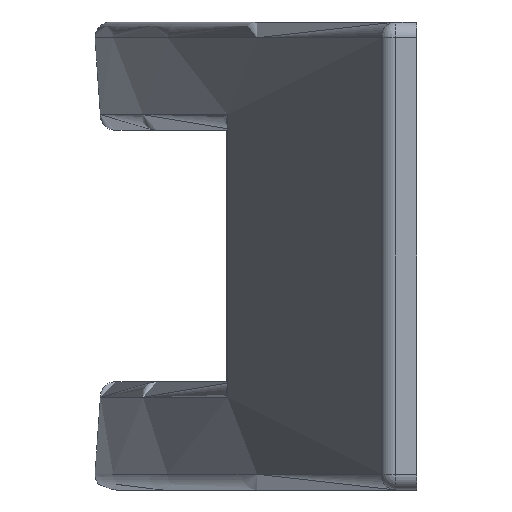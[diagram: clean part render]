
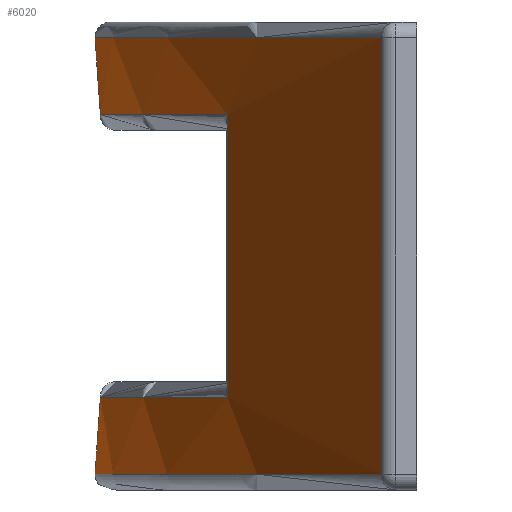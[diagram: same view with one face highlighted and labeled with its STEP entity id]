
A CAD part, left-side view. The second image highlights one B-rep face of the part: STEP entity #6020.
In plain terms, the highlighted cylindrical face has radius 203.832 mm (diameter 407.663 mm), a partial arc.
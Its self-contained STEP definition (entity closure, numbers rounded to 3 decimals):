
#1100=CARTESIAN_POINT('',(-84.263,2.267,13.9));
#1110=VERTEX_POINT('',#1100);
#1140=CARTESIAN_POINT('',(0.,-183.332,13.9));
#1150=DIRECTION('',(0.,0.,1.));
#1160=DIRECTION('',(1.,0.,0.));
#1170=AXIS2_PLACEMENT_3D('',#1140,#1150,#1160);
#1180=CIRCLE('',#1170,203.832);
#1190=CARTESIAN_POINT('',(84.263,2.267,13.9));
#1200=VERTEX_POINT('',#1190);
#1210=EDGE_CURVE('',#1200,#1110,#1180,.T.);
#4880=CARTESIAN_POINT('',(0.,-183.332,0.));
#4890=DIRECTION('',(0.,0.,1.));
#4900=DIRECTION('',(1.,0.,0.));
#4910=AXIS2_PLACEMENT_3D('',#4880,#4890,#4900);
#4920=CYLINDRICAL_SURFACE('',#4910,203.832);
#4930=ORIENTED_EDGE('',*,*,#1210,.F.);
#4940=CARTESIAN_POINT('',(-84.263,2.267,0.));
#4950=DIRECTION('',(0.,0.,-1.));
#4960=VECTOR('',#4950,1.);
#4970=LINE('',#4940,#4960);
#4980=CARTESIAN_POINT('',(-84.263,2.267,-13.9));
#4990=VERTEX_POINT('',#4980);
#5000=EDGE_CURVE('',#1110,#4990,#4970,.T.);
#5010=ORIENTED_EDGE('',*,*,#5000,.F.);
#5020=CARTESIAN_POINT('',(0.,-183.332,-13.9));
#5030=DIRECTION('',(0.,0.,1.));
#5040=DIRECTION('',(1.,0.,0.));
#5050=AXIS2_PLACEMENT_3D('',#5020,#5030,#5040);
#5060=CIRCLE('',#5050,203.832);
#5070=CARTESIAN_POINT('',(84.263,2.267,-13.9));
#5080=VERTEX_POINT('',#5070);
#5090=EDGE_CURVE('',#5080,#4990,#5060,.T.);
#5100=ORIENTED_EDGE('',*,*,#5090,.T.);
#5110=CARTESIAN_POINT('',(84.263,2.267,0.));
#5120=DIRECTION('',(0.,0.,-1.));
#5130=VECTOR('',#5120,1.);
#5140=LINE('',#5110,#5130);
#5150=EDGE_CURVE('',#1200,#5080,#5140,.T.);
#5160=ORIENTED_EDGE('',*,*,#5150,.T.);
#5170=EDGE_LOOP('',(#5160,#5100,#5010,#4930));
#5180=FACE_OUTER_BOUND('',#5170,.T.);
#5190=CARTESIAN_POINT('',(0.,-183.332,-9.));
#5200=DIRECTION('',(0.,0.,1.));
#5210=DIRECTION('',(1.,0.,0.));
#5220=AXIS2_PLACEMENT_3D('',#5190,#5200,#5210);
#5230=CIRCLE('',#5220,203.832);
#5240=CARTESIAN_POINT('',(58.035,12.064,-9.));
#5250=VERTEX_POINT('',#5240);
#5260=CARTESIAN_POINT('',(-58.035,12.064,-9.));
#5270=VERTEX_POINT('',#5260);
#5280=EDGE_CURVE('',#5250,#5270,#5230,.T.);
#5290=ORIENTED_EDGE('',*,*,#5280,.F.);
#5300=CARTESIAN_POINT('',(-58.035,12.064,
-9.));
#5310=CARTESIAN_POINT('',(-58.035,12.064,
-8.325));
#5320=CARTESIAN_POINT('',(-58.035,12.064,
-7.65));
#5330=CARTESIAN_POINT('',(-58.035,12.064,
-6.907));
#5340=CARTESIAN_POINT('',(-58.035,12.064,
-6.838));
#5350=CARTESIAN_POINT('',(-58.035,12.064,
-6.702));
#5360=CARTESIAN_POINT('',(-58.035,12.064,
-6.633));
#5370=CARTESIAN_POINT('',(-58.035,12.064,
-6.497));
#5380=CARTESIAN_POINT('',(-58.035,12.064,
-6.428));
#5390=CARTESIAN_POINT('',(-58.035,12.064,
-6.155));
#5400=CARTESIAN_POINT('',(-58.035,12.064,
-5.745));
#5410=CARTESIAN_POINT('',(-58.035,12.064,
-5.335));
#5420=CARTESIAN_POINT('',(-58.035,12.064,
-4.72));
#5430=CARTESIAN_POINT('',(-58.035,12.064,
-4.31));
#5440=CARTESIAN_POINT('',(-58.035,12.064,
-3.268));
#5450=CARTESIAN_POINT('',(-58.035,12.064,
-2.636));
#5460=CARTESIAN_POINT('',(-58.035,12.064,
-1.372));
#5470=CARTESIAN_POINT('',(-58.035,12.064,
-0.74));
#5480=CARTESIAN_POINT('',(-58.035,12.064,
-0.073));
#5490=CARTESIAN_POINT('',(-58.035,12.064,
-0.039));
#5500=CARTESIAN_POINT('',(-58.035,12.064,
0.01));
#5510=CARTESIAN_POINT('',(-58.035,12.064,
0.025));
#5520=CARTESIAN_POINT('',(-58.035,12.064,
0.093));
#5530=CARTESIAN_POINT('',(-58.035,12.064,
0.147));
#5540=CARTESIAN_POINT('',(-58.035,12.064,
0.249));
#5550=CARTESIAN_POINT('',(-58.035,12.064,
0.299));
#5560=CARTESIAN_POINT('',(-58.035,12.064,
0.428));
#5570=CARTESIAN_POINT('',(-58.035,12.064,
0.509));
#5580=CARTESIAN_POINT('',(-58.035,12.064,
1.121));
#5590=CARTESIAN_POINT('',(-58.035,12.064,
1.654));
#5600=CARTESIAN_POINT('',(-58.035,12.064,
2.799));
#5610=CARTESIAN_POINT('',(-58.035,12.064,
3.412));
#5620=CARTESIAN_POINT('',(-58.035,12.064,
4.423));
#5630=CARTESIAN_POINT('',(-58.035,12.064,
4.82));
#5640=CARTESIAN_POINT('',(-58.035,12.064,
5.416));
#5650=CARTESIAN_POINT('',(-58.035,12.064,
5.615));
#5660=CARTESIAN_POINT('',(-58.035,12.064,
6.013));
#5670=CARTESIAN_POINT('',(-58.035,12.064,
6.211));
#5680=CARTESIAN_POINT('',(-58.035,12.064,
6.418));
#5690=CARTESIAN_POINT('',(-58.035,12.064,
6.435));
#5700=CARTESIAN_POINT('',(-58.035,12.064,
6.452));
#5710=CARTESIAN_POINT('',(-58.035,12.064,
6.51));
#5720=CARTESIAN_POINT('',(-58.035,12.064,
6.559));
#5730=CARTESIAN_POINT('',(-58.035,12.064,
6.675));
#5740=CARTESIAN_POINT('',(-58.035,12.064,
6.741));
#5750=CARTESIAN_POINT('',(-58.035,12.064,
6.874));
#5760=CARTESIAN_POINT('',(-58.035,12.064,
6.94));
#5770=CARTESIAN_POINT('',(-58.035,12.064,
7.671));
#5780=CARTESIAN_POINT('',(-58.035,12.064,
8.335));
#5790=CARTESIAN_POINT('',(-58.035,12.064,
9.));
#5800=(BOUNDED_CURVE() B_SPLINE_CURVE(3,(#5300,#5310,#5320,#5330,#5340,
#5350,#5360,#5370,#5380,#5390,#5400,#5410,#5420,#5430,#5440,#5450,#5460,
#5470,#5480,#5490,#5500,#5510,#5520,#5530,#5540,#5550,#5560,#5570,#5580,
#5590,#5600,#5610,#5620,#5630,#5640,#5650,#5660,#5670,#5680,#5690,#5700,
#5710,#5720,#5730,#5740,#5750,#5760,#5770,#5780,#5790),.UNSPECIFIED.,.F.
,.F.) B_SPLINE_CURVE_WITH_KNOTS((4,2,2,2,2,1,2,2,2,2,2,2,2,2,2,2,2,2,2,2
,1,2,2,2,2,4),(172.036,174.061,174.266,
174.471,174.676,175.291,175.906,
177.136,179.032,180.928,181.031,
181.075,181.236,181.384,181.624,
183.222,185.061,186.253,186.849,
187.446,187.471,187.496,187.644,
187.843,188.042,190.036),.UNSPECIFIED.) CURVE
() GEOMETRIC_REPRESENTATION_ITEM() RATIONAL_B_SPLINE_CURVE((
1.,1.,1.,1.,
1.,1.,1.,1.,
1.,1.,1.,1.,
1.,1.,1.,1.,
1.,1.,1.,1.,
1.,1.,1.,1.,
1.,1.,1.,1.,
1.,1.,1.,1.,
1.,1.,1.,1.,
1.,1.,1.,1.,
1.,1.,1.,1.,
1.,1.,1.,1.,
1.,1.)) REPRESENTATION_ITEM(''));
#5810=CARTESIAN_POINT('',(-58.035,12.064,9.));
#5820=VERTEX_POINT('',#5810);
#5830=EDGE_CURVE('',#5270,#5820,#5800,.T.);
#5840=ORIENTED_EDGE('',*,*,#5830,.F.);
#5850=CARTESIAN_POINT('',(0.,-183.332,9.));
#5860=DIRECTION('',(0.,0.,1.));
#5870=DIRECTION('',(1.,0.,0.));
#5880=AXIS2_PLACEMENT_3D('',#5850,#5860,#5870);
#5890=CIRCLE('',#5880,203.832);
#5900=CARTESIAN_POINT('',(58.035,12.064,9.));
#5910=VERTEX_POINT('',#5900);
#5920=EDGE_CURVE('',#5910,#5820,#5890,.T.);
#5930=ORIENTED_EDGE('',*,*,#5920,.T.);
#5940=CARTESIAN_POINT('',(58.035,12.064,0.));
#5950=DIRECTION('',(0.,0.,1.));
#5960=VECTOR('',#5950,1.);
#5970=LINE('',#5940,#5960);
#5980=EDGE_CURVE('',#5250,#5910,#5970,.T.);
#5990=ORIENTED_EDGE('',*,*,#5980,.T.);
#6000=EDGE_LOOP('',(#5990,#5930,#5840,#5290));
#6010=FACE_BOUND('',#6000,.T.);
#6020=ADVANCED_FACE('',(#5180,#6010),#4920,.T.);
